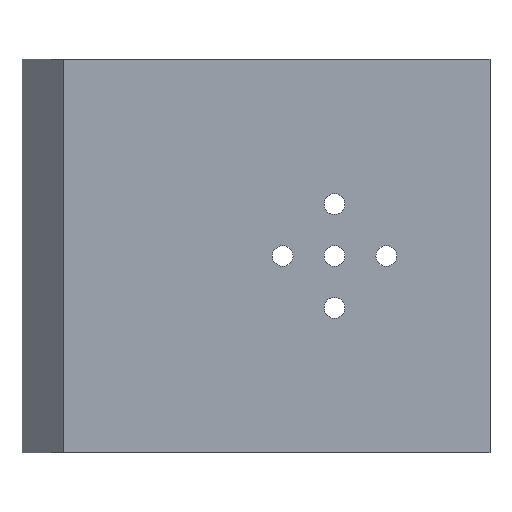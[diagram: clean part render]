
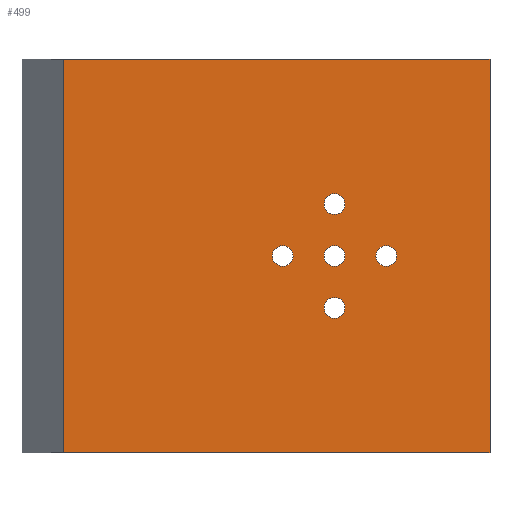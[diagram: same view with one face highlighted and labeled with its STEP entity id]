
A CAD part, left-side view. The second image highlights one B-rep face of the part: STEP entity #499.
In plain terms, the highlighted planar face has unit normal (-1, 0, 0).
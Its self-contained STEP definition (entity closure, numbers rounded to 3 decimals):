
#27=FACE_BOUND('',#110,.T.);
#28=FACE_BOUND('',#111,.T.);
#29=FACE_BOUND('',#112,.T.);
#30=FACE_BOUND('',#113,.T.);
#31=FACE_BOUND('',#114,.T.);
#45=PLANE('',#564);
#72=FACE_OUTER_BOUND('',#109,.T.);
#109=EDGE_LOOP('',(#433,#434,#435,#436));
#110=EDGE_LOOP('',(#437));
#111=EDGE_LOOP('',(#438));
#112=EDGE_LOOP('',(#439));
#113=EDGE_LOOP('',(#440));
#114=EDGE_LOOP('',(#441));
#154=LINE('',#840,#196);
#155=LINE('',#843,#197);
#156=LINE('',#845,#198);
#157=LINE('',#846,#199);
#196=VECTOR('',#700,10.);
#197=VECTOR('',#703,10.);
#198=VECTOR('',#704,10.);
#199=VECTOR('',#705,10.);
#203=CIRCLE('',#519,2.);
#205=CIRCLE('',#522,2.);
#207=CIRCLE('',#525,2.);
#209=CIRCLE('',#528,2.);
#211=CIRCLE('',#531,2.);
#225=VERTEX_POINT('',#718);
#227=VERTEX_POINT('',#724);
#229=VERTEX_POINT('',#730);
#231=VERTEX_POINT('',#736);
#233=VERTEX_POINT('',#742);
#264=VERTEX_POINT('',#836);
#265=VERTEX_POINT('',#838);
#266=VERTEX_POINT('',#842);
#267=VERTEX_POINT('',#844);
#270=EDGE_CURVE('',#225,#225,#203,.T.);
#273=EDGE_CURVE('',#227,#227,#205,.T.);
#276=EDGE_CURVE('',#229,#229,#207,.T.);
#279=EDGE_CURVE('',#231,#231,#209,.T.);
#282=EDGE_CURVE('',#233,#233,#211,.T.);
#328=EDGE_CURVE('',#264,#265,#154,.T.);
#329=EDGE_CURVE('',#266,#264,#155,.T.);
#330=EDGE_CURVE('',#267,#265,#156,.T.);
#331=EDGE_CURVE('',#266,#267,#157,.T.);
#433=ORIENTED_EDGE('',*,*,#329,.T.);
#434=ORIENTED_EDGE('',*,*,#328,.T.);
#435=ORIENTED_EDGE('',*,*,#330,.F.);
#436=ORIENTED_EDGE('',*,*,#331,.F.);
#437=ORIENTED_EDGE('',*,*,#270,.T.);
#438=ORIENTED_EDGE('',*,*,#273,.T.);
#439=ORIENTED_EDGE('',*,*,#276,.T.);
#440=ORIENTED_EDGE('',*,*,#279,.T.);
#441=ORIENTED_EDGE('',*,*,#282,.T.);
#499=ADVANCED_FACE('',(#72,#27,#28,#29,#30,#31),#45,.T.);
#519=AXIS2_PLACEMENT_3D('',#720,#575,#576);
#522=AXIS2_PLACEMENT_3D('',#726,#582,#583);
#525=AXIS2_PLACEMENT_3D('',#732,#589,#590);
#528=AXIS2_PLACEMENT_3D('',#738,#596,#597);
#531=AXIS2_PLACEMENT_3D('',#744,#603,#604);
#564=AXIS2_PLACEMENT_3D('',#841,#701,#702);
#575=DIRECTION('center_axis',(1.,0.,0.));
#576=DIRECTION('ref_axis',(0.,1.,0.));
#582=DIRECTION('center_axis',(1.,0.,0.));
#583=DIRECTION('ref_axis',(0.,1.,0.));
#589=DIRECTION('center_axis',(1.,0.,0.));
#590=DIRECTION('ref_axis',(0.,1.,0.));
#596=DIRECTION('center_axis',(1.,0.,0.));
#597=DIRECTION('ref_axis',(0.,1.,0.));
#603=DIRECTION('center_axis',(1.,0.,0.));
#604=DIRECTION('ref_axis',(0.,1.,0.));
#700=DIRECTION('',(0.,0.,1.));
#701=DIRECTION('center_axis',(-1.,0.,0.));
#702=DIRECTION('ref_axis',(0.,-1.,0.));
#703=DIRECTION('',(0.,-1.,0.));
#704=DIRECTION('',(0.,-1.,0.));
#705=DIRECTION('',(0.,0.,1.));
#718=CARTESIAN_POINT('',(-8.5,-34.5,38.));
#720=CARTESIAN_POINT('Origin',(-8.5,-32.5,38.));
#724=CARTESIAN_POINT('',(-8.5,-24.5,38.));
#726=CARTESIAN_POINT('Origin',(-8.5,-22.5,38.));
#730=CARTESIAN_POINT('',(-8.5,-24.5,28.));
#732=CARTESIAN_POINT('Origin',(-8.5,-22.5,28.));
#736=CARTESIAN_POINT('',(-8.5,-24.5,48.));
#738=CARTESIAN_POINT('Origin',(-8.5,-22.5,48.));
#742=CARTESIAN_POINT('',(-8.5,-14.5,38.));
#744=CARTESIAN_POINT('Origin',(-8.5,-12.5,38.));
#836=CARTESIAN_POINT('',(-8.5,-52.5,0.));
#838=CARTESIAN_POINT('',(-8.5,-52.5,76.));
#840=CARTESIAN_POINT('',(-8.5,-52.5,0.));
#841=CARTESIAN_POINT('Origin',(-8.5,29.8,0.));
#842=CARTESIAN_POINT('',(-8.5,29.8,0.));
#843=CARTESIAN_POINT('',(-8.5,29.8,0.));
#844=CARTESIAN_POINT('',(-8.5,29.8,76.));
#845=CARTESIAN_POINT('',(-8.5,29.8,76.));
#846=CARTESIAN_POINT('',(-8.5,29.8,0.));
